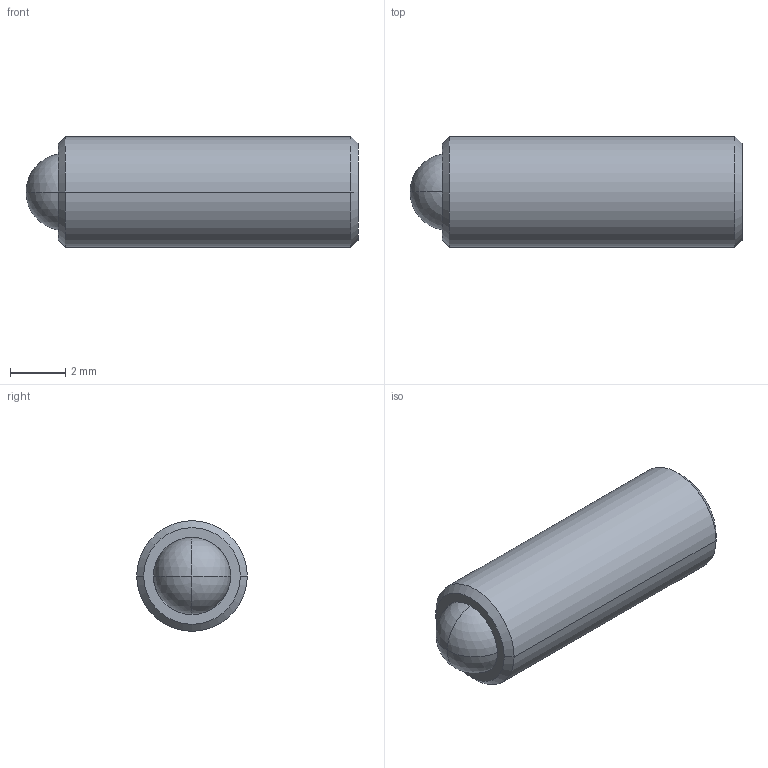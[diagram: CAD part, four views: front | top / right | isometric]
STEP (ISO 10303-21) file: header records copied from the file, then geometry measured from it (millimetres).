
FILE_DESCRIPTION (( 'STEP AP214' ), '1' );
FILE_NAME ('TTN174698-E0W.STEP', '2019-02-19T16:36:18', ( '' ), ( '' ), 'SwSTEP 2.0', 'SolidWorks 2018', '' );
FILE_SCHEMA (( 'AUTOMOTIVE_DESIGN' ));
Length unit declared in the file: inch
Products named in the file (1): TTN174698-E0W
Bounding box: 12 x 4 x 4 mm (x, y, z)
Volume: 125 mm3; surface area: 217.8 mm2
Topology: 2 solids, 2 shells, 45 faces, 107 edges, 60 vertices
Faces by surface type: plane 20, cone 15, cylinder 6, sphere 4
Entity records: 1871 total; most frequent: CARTESIAN_POINT 240, DIRECTION 221, ORIENTED_EDGE 194, EDGE_CURVE 97, AXIS2_PLACEMENT_3D 85, VERTEX_POINT 58, LINE 51, VECTOR 51
